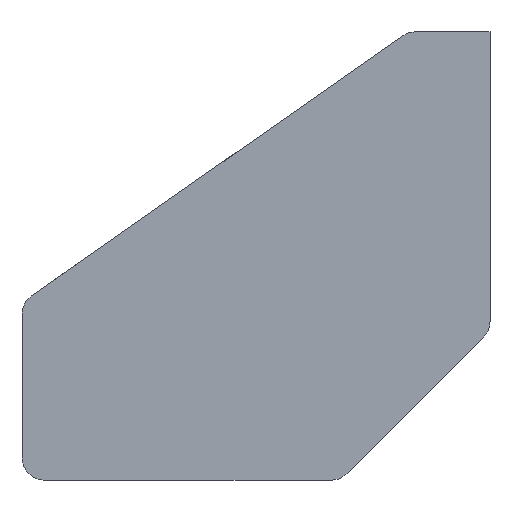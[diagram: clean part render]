
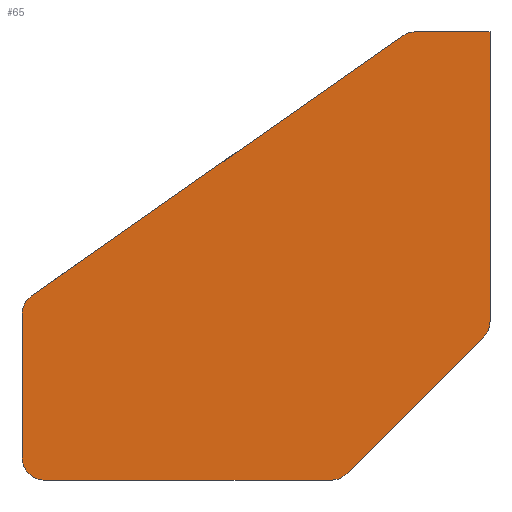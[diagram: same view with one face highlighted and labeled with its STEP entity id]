
A CAD part, front view. The second image highlights one B-rep face of the part: STEP entity #65.
In plain terms, the highlighted planar face has unit normal (0, -1, 0).
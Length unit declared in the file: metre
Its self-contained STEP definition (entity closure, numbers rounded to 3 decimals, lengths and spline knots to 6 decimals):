
#65 = ADVANCED_FACE( '', ( #123 ), #124, .T. );
#123 = FACE_OUTER_BOUND( '', #198, .T. );
#124 = PLANE( '', #199 );
#198 = EDGE_LOOP( '', ( #375, #376, #377, #378, #379, #380, #381, #382, #383, #384, #385 ) );
#199 = AXIS2_PLACEMENT_3D( '', #386, #387, #388 );
#375 = ORIENTED_EDGE( '', *, *, #565, .T. );
#376 = ORIENTED_EDGE( '', *, *, #566, .T. );
#377 = ORIENTED_EDGE( '', *, *, #567, .T. );
#378 = ORIENTED_EDGE( '', *, *, #568, .T. );
#379 = ORIENTED_EDGE( '', *, *, #569, .T. );
#380 = ORIENTED_EDGE( '', *, *, #570, .T. );
#381 = ORIENTED_EDGE( '', *, *, #571, .T. );
#382 = ORIENTED_EDGE( '', *, *, #572, .T. );
#383 = ORIENTED_EDGE( '', *, *, #573, .T. );
#384 = ORIENTED_EDGE( '', *, *, #574, .T. );
#385 = ORIENTED_EDGE( '', *, *, #575, .T. );
#386 = CARTESIAN_POINT( '', ( -0.031321, -0.015, 0.03 ) );
#387 = DIRECTION( '', ( 0., -1., 0. ) );
#388 = DIRECTION( '', ( 1., 0., 0. ) );
#565 = EDGE_CURVE( '', #692, #693, #694, .T. );
#566 = EDGE_CURVE( '', #693, #695, #696, .T. );
#567 = EDGE_CURVE( '', #695, #697, #698, .T. );
#568 = EDGE_CURVE( '', #697, #699, #700, .T. );
#569 = EDGE_CURVE( '', #699, #701, #702, .T. );
#570 = EDGE_CURVE( '', #701, #703, #704, .T. );
#571 = EDGE_CURVE( '', #703, #705, #706, .T. );
#572 = EDGE_CURVE( '', #705, #707, #708, .T. );
#573 = EDGE_CURVE( '', #707, #709, #710, .T. );
#574 = EDGE_CURVE( '', #709, #711, #712, .T. );
#575 = EDGE_CURVE( '', #711, #692, #713, .T. );
#692 = VERTEX_POINT( '', #970 );
#693 = VERTEX_POINT( '', #971 );
#694 = CIRCLE( '', #972, 0.003 );
#695 = VERTEX_POINT( '', #973 );
#696 = LINE( '', #974, #975 );
#697 = VERTEX_POINT( '', #976 );
#698 = CIRCLE( '', #977, 0.003 );
#699 = VERTEX_POINT( '', #978 );
#700 = LINE( '', #979, #980 );
#701 = VERTEX_POINT( '', #981 );
#702 = LINE( '', #982, #983 );
#703 = VERTEX_POINT( '', #984 );
#704 = CIRCLE( '', #985, 0.003 );
#705 = VERTEX_POINT( '', #986 );
#706 = LINE( '', #987, #988 );
#707 = VERTEX_POINT( '', #989 );
#708 = CIRCLE( '', #990, 0.003 );
#709 = VERTEX_POINT( '', #991 );
#710 = LINE( '', #992, #993 );
#711 = VERTEX_POINT( '', #994 );
#712 = CIRCLE( '', #995, 0.003 );
#713 = LINE( '', #996, #997 );
#970 = CARTESIAN_POINT( '', ( -0.021243, -0.015, 0. ) );
#971 = CARTESIAN_POINT( '', ( -0.019121, -0.015, 0.000879 ) );
#972 = AXIS2_PLACEMENT_3D( '', #1122, #1123, #1124 );
#973 = CARTESIAN_POINT( '', ( -0.000879, -0.015, 0.019121 ) );
#974 = CARTESIAN_POINT( '', ( -0.009911, -0.015, 0.010089 ) );
#975 = VECTOR( '', #1125, 1. );
#976 = CARTESIAN_POINT( '', ( 0., -0.015, 0.021243 ) );
#977 = AXIS2_PLACEMENT_3D( '', #1126, #1127, #1128 );
#978 = CARTESIAN_POINT( '', ( 0., -0.015, 0.06 ) );
#979 = CARTESIAN_POINT( '', ( 0., -0.015, 0.041062 ) );
#980 = VECTOR( '', #1129, 1. );
#981 = CARTESIAN_POINT( '', ( -0.01, -0.015, 0.06 ) );
#982 = CARTESIAN_POINT( '', ( -0.007177, -0.015, 0.06 ) );
#983 = VECTOR( '', #1130, 1. );
#984 = CARTESIAN_POINT( '', ( -0.011722, -0.015, 0.059457 ) );
#985 = AXIS2_PLACEMENT_3D( '', #1131, #1132, #1133 );
#986 = CARTESIAN_POINT( '', ( -0.061365, -0.015, 0.024657 ) );
#987 = CARTESIAN_POINT( '', ( -0.035993, -0.015, 0.042442 ) );
#988 = VECTOR( '', #1134, 1. );
#989 = CARTESIAN_POINT( '', ( -0.062643, -0.015, 0.0222 ) );
#990 = AXIS2_PLACEMENT_3D( '', #1135, #1136, #1137 );
#991 = CARTESIAN_POINT( '', ( -0.062643, -0.015, 0.003 ) );
#992 = CARTESIAN_POINT( '', ( -0.062643, -0.015, 0.014222 ) );
#993 = VECTOR( '', #1138, 1. );
#994 = CARTESIAN_POINT( '', ( -0.059643, -0.015, 0. ) );
#995 = AXIS2_PLACEMENT_3D( '', #1139, #1140, #1141 );
#996 = CARTESIAN_POINT( '', ( -0.035929, -0.015, 0. ) );
#997 = VECTOR( '', #1142, 1. );
#1122 = CARTESIAN_POINT( '', ( -0.021243, -0.015, 0.003 ) );
#1123 = DIRECTION( '', ( 0., -1., 0. ) );
#1124 = DIRECTION( '', ( 0., 0., -1. ) );
#1125 = DIRECTION( '', ( 0.707, 0., 0.707 ) );
#1126 = CARTESIAN_POINT( '', ( -0.003, -0.015, 0.021243 ) );
#1127 = DIRECTION( '', ( 0., -1., 0. ) );
#1128 = DIRECTION( '', ( 0.707, 0., -0.707 ) );
#1129 = DIRECTION( '', ( 0., 0., 1. ) );
#1130 = DIRECTION( '', ( -1., 0., 0. ) );
#1131 = CARTESIAN_POINT( '', ( -0.01, -0.015, 0.057 ) );
#1132 = DIRECTION( '', ( 0., -1., 0. ) );
#1133 = DIRECTION( '', ( 0., 0., 1. ) );
#1134 = DIRECTION( '', ( -0.819, 0., -0.574 ) );
#1135 = CARTESIAN_POINT( '', ( -0.059643, -0.015, 0.0222 ) );
#1136 = DIRECTION( '', ( 0., -1., 0. ) );
#1137 = DIRECTION( '', ( -0.574, 0., 0.819 ) );
#1138 = DIRECTION( '', ( 0., 0., -1. ) );
#1139 = CARTESIAN_POINT( '', ( -0.059643, -0.015, 0.003 ) );
#1140 = DIRECTION( '', ( 0., -1., 0. ) );
#1141 = DIRECTION( '', ( -1., 0., 0. ) );
#1142 = DIRECTION( '', ( 1., 0., 0. ) );
